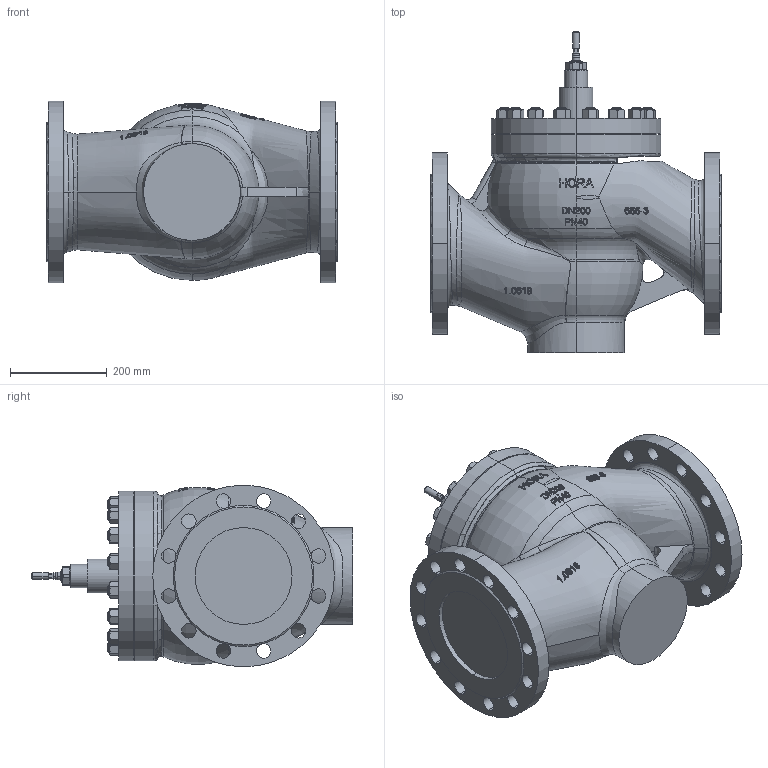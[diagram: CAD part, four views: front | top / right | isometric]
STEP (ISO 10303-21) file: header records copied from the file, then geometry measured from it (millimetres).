
FILE_DESCRIPTION (( 'STEP AP203' ), '1' );
FILE_NAME ('BR240S DN200 XXX PN40 for MC_STEP (Defeature).STEP', '2015-03-09T13:37:14', ( 'HORA' ), ( 'Holter Regelamaturen GmbH & Co. KG' ), 'SwSTEP 2.0', 'SolidWorks 2014', '' );
FILE_SCHEMA (( 'CONFIG_CONTROL_DESIGN' ));
Products named in the file (1): BR240S DN200 XXX PN40 for MC_STEP (Defeature)
Bounding box: 600 x 663 x 375 mm (x, y, z)
Surface area: 1365796.1 mm2 (no closed solid volume)
Topology: 0 solids, 1 shells, 1057 faces, 2659 edges, 1679 vertices
Faces by surface type: plane 302, cone 247, bspline 229, cylinder 182, torus 97
Entity records: 266211 total; most frequent: CARTESIAN_POINT 242750, ORIENTED_EDGE 5314, DIRECTION 4152, EDGE_CURVE 2657, AXIS2_PLACEMENT_3D 1750, VERTEX_POINT 1679, EDGE_LOOP 1218, B_SPLINE_CURVE_WITH_KNOTS 1082
